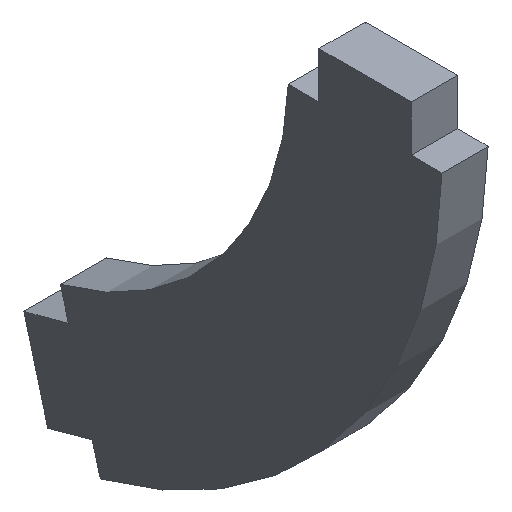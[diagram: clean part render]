
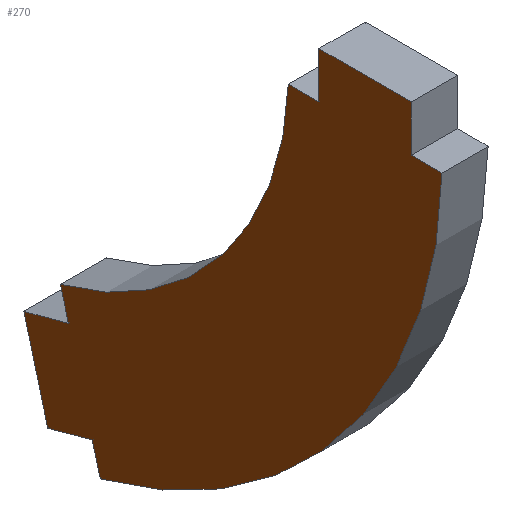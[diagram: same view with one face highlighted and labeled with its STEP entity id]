
A CAD part, isometric view. The second image highlights one B-rep face of the part: STEP entity #270.
In plain terms, the highlighted planar face has unit normal (-1, 0, 0).
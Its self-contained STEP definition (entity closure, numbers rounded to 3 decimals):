
#16=CIRCLE('',#297,20.);
#18=CIRCLE('',#300,30.);
#34=FACE_OUTER_BOUND('',#48,.T.);
#48=EDGE_LOOP('',(#233,#234,#235,#236,#237,#238,#239,#240,#241,#242,#243,
#244));
#50=LINE('',#379,#82);
#56=LINE('',#391,#88);
#57=LINE('',#393,#89);
#61=LINE('',#400,#93);
#62=LINE('',#403,#94);
#68=LINE('',#415,#100);
#70=LINE('',#421,#102);
#74=LINE('',#427,#106);
#75=LINE('',#430,#107);
#80=LINE('',#439,#112);
#82=VECTOR('',#308,10.);
#88=VECTOR('',#316,10.);
#89=VECTOR('',#319,10.);
#93=VECTOR('',#325,10.);
#94=VECTOR('',#328,10.);
#100=VECTOR('',#336,10.);
#102=VECTOR('',#340,10.);
#106=VECTOR('',#346,10.);
#107=VECTOR('',#349,10.);
#112=VECTOR('',#356,10.);
#113=VERTEX_POINT('',#375);
#115=VERTEX_POINT('',#378);
#118=VERTEX_POINT('',#385);
#120=VERTEX_POINT('',#389);
#122=VERTEX_POINT('',#398);
#123=VERTEX_POINT('',#402);
#126=VERTEX_POINT('',#409);
#128=VERTEX_POINT('',#413);
#129=VERTEX_POINT('',#417);
#131=VERTEX_POINT('',#420);
#133=VERTEX_POINT('',#429);
#136=VERTEX_POINT('',#437);
#138=EDGE_CURVE('',#113,#115,#50,.T.);
#144=EDGE_CURVE('',#118,#120,#56,.T.);
#145=EDGE_CURVE('',#115,#120,#57,.T.);
#149=EDGE_CURVE('',#113,#122,#61,.T.);
#150=EDGE_CURVE('',#123,#118,#62,.T.);
#156=EDGE_CURVE('',#126,#128,#68,.T.);
#158=EDGE_CURVE('',#129,#131,#70,.T.);
#162=EDGE_CURVE('',#131,#128,#74,.T.);
#163=EDGE_CURVE('',#133,#126,#75,.T.);
#168=EDGE_CURVE('',#129,#136,#80,.T.);
#170=EDGE_CURVE('',#122,#133,#16,.T.);
#172=EDGE_CURVE('',#136,#123,#18,.T.);
#233=ORIENTED_EDGE('',*,*,#172,.T.);
#234=ORIENTED_EDGE('',*,*,#150,.T.);
#235=ORIENTED_EDGE('',*,*,#144,.T.);
#236=ORIENTED_EDGE('',*,*,#145,.F.);
#237=ORIENTED_EDGE('',*,*,#138,.F.);
#238=ORIENTED_EDGE('',*,*,#149,.T.);
#239=ORIENTED_EDGE('',*,*,#170,.T.);
#240=ORIENTED_EDGE('',*,*,#163,.T.);
#241=ORIENTED_EDGE('',*,*,#156,.T.);
#242=ORIENTED_EDGE('',*,*,#162,.F.);
#243=ORIENTED_EDGE('',*,*,#158,.F.);
#244=ORIENTED_EDGE('',*,*,#168,.T.);
#256=PLANE('',#302);
#270=ADVANCED_FACE('',(#34),#256,.F.);
#297=AXIS2_PLACEMENT_3D('',#442,#361,#362);
#300=AXIS2_PLACEMENT_3D('',#445,#367,#368);
#302=AXIS2_PLACEMENT_3D('',#447,#371,#372);
#308=DIRECTION('',(0.,0.,1.));
#316=DIRECTION('',(0.,0.,1.));
#319=DIRECTION('',(0.,-1.,0.));
#325=DIRECTION('',(0.,1.,0.));
#328=DIRECTION('',(0.,1.,0.));
#336=DIRECTION('',(0.,0.966,-0.259));
#340=DIRECTION('',(0.,0.966,-0.259));
#346=DIRECTION('',(0.,0.259,0.966));
#349=DIRECTION('',(0.,-0.259,-0.966));
#356=DIRECTION('',(0.,-0.259,-0.966));
#361=DIRECTION('center_axis',(1.,0.,0.));
#362=DIRECTION('ref_axis',(0.,0.,-1.));
#367=DIRECTION('center_axis',(-1.,0.,0.));
#368=DIRECTION('ref_axis',(0.,0.,-1.));
#371=DIRECTION('center_axis',(1.,0.,0.));
#372=DIRECTION('ref_axis',(0.,0.,-1.));
#375=CARTESIAN_POINT('',(162.46,-21.48,9.052));
#378=CARTESIAN_POINT('',(162.46,-21.48,12.052));
#379=CARTESIAN_POINT('',(162.46,-21.48,9.052));
#385=CARTESIAN_POINT('',(162.46,-27.484,9.052));
#389=CARTESIAN_POINT('',(162.46,-27.484,12.052));
#391=CARTESIAN_POINT('',(162.46,-27.484,9.052));
#393=CARTESIAN_POINT('',(162.46,-19.48,12.052));
#398=CARTESIAN_POINT('',(162.46,-19.48,9.052));
#400=CARTESIAN_POINT('',(162.46,0.342,9.052));
#402=CARTESIAN_POINT('',(162.46,-29.484,9.052));
#403=CARTESIAN_POINT('',(162.46,0.342,9.052));
#409=CARTESIAN_POINT('',(162.46,-5.184,-11.57));
#413=CARTESIAN_POINT('',(162.46,-2.286,-12.347));
#415=CARTESIAN_POINT('',(162.46,-5.184,-11.57));
#417=CARTESIAN_POINT('',(162.46,-6.737,-17.366));
#420=CARTESIAN_POINT('',(162.46,-3.839,-18.142));
#421=CARTESIAN_POINT('',(162.46,-6.737,-17.366));
#427=CARTESIAN_POINT('',(162.46,-4.357,-20.074));
#429=CARTESIAN_POINT('',(162.46,-4.666,-9.638));
#430=CARTESIAN_POINT('',(162.46,0.51,9.68));
#437=CARTESIAN_POINT('',(162.46,-7.255,-19.298));
#439=CARTESIAN_POINT('',(162.46,0.51,9.68));
#442=CARTESIAN_POINT('Origin',(162.46,0.51,9.68));
#445=CARTESIAN_POINT('Origin',(162.46,0.51,9.68));
#447=CARTESIAN_POINT('Origin',(162.46,0.51,9.144));
